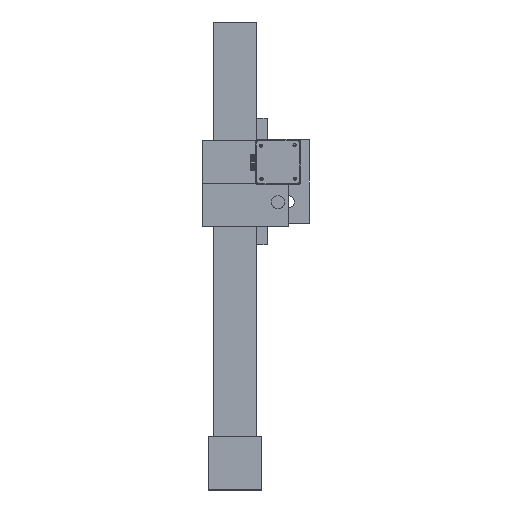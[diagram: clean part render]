
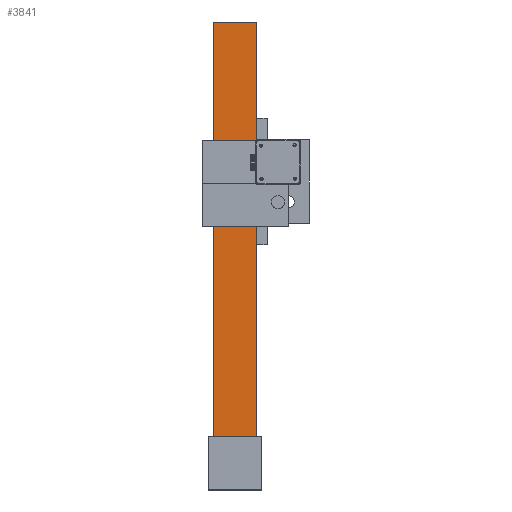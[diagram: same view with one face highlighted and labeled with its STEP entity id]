
A CAD part, left-side view. The second image highlights one B-rep face of the part: STEP entity #3841.
In plain terms, the highlighted planar face has unit normal (-1, 0, 0).
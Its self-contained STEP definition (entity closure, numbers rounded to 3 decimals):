
#244=PLANE('',#4131);
#416=FACE_OUTER_BOUND('',#655,.T.);
#655=EDGE_LOOP('',(#2905,#2906,#2907,#2908));
#960=LINE('',#5774,#1341);
#968=LINE('',#5789,#1349);
#969=LINE('',#5791,#1350);
#970=LINE('',#5792,#1351);
#1341=VECTOR('',#4654,10.);
#1349=VECTOR('',#4666,10.);
#1350=VECTOR('',#4669,10.);
#1351=VECTOR('',#4670,10.);
#1875=VERTEX_POINT('',#5771);
#1876=VERTEX_POINT('',#5773);
#1880=VERTEX_POINT('',#5785);
#1881=VERTEX_POINT('',#5787);
#2258=EDGE_CURVE('',#1875,#1876,#960,.T.);
#2266=EDGE_CURVE('',#1880,#1881,#968,.T.);
#2267=EDGE_CURVE('',#1875,#1880,#969,.T.);
#2268=EDGE_CURVE('',#1876,#1881,#970,.T.);
#2905=ORIENTED_EDGE('',*,*,#2267,.T.);
#2906=ORIENTED_EDGE('',*,*,#2266,.T.);
#2907=ORIENTED_EDGE('',*,*,#2268,.F.);
#2908=ORIENTED_EDGE('',*,*,#2258,.F.);
#3841=ADVANCED_FACE('',(#416),#244,.T.);
#4131=AXIS2_PLACEMENT_3D('',#5790,#4667,#4668);
#4654=DIRECTION('',(0.,0.,-1.));
#4666=DIRECTION('',(0.,0.,-1.));
#4667=DIRECTION('center_axis',(-1.,0.,0.));
#4668=DIRECTION('ref_axis',(0.,1.,0.));
#4669=DIRECTION('',(0.,1.,0.));
#4670=DIRECTION('',(0.,1.,0.));
#5771=CARTESIAN_POINT('',(-330.828,386.199,440.));
#5773=CARTESIAN_POINT('',(-330.828,386.199,40.));
#5774=CARTESIAN_POINT('',(-330.828,386.199,440.));
#5785=CARTESIAN_POINT('',(-330.828,426.199,440.));
#5787=CARTESIAN_POINT('',(-330.828,426.199,40.));
#5789=CARTESIAN_POINT('',(-330.828,426.199,440.));
#5790=CARTESIAN_POINT('Origin',(-330.828,386.199,440.));
#5791=CARTESIAN_POINT('',(-330.828,386.199,440.));
#5792=CARTESIAN_POINT('',(-330.828,386.199,40.));
